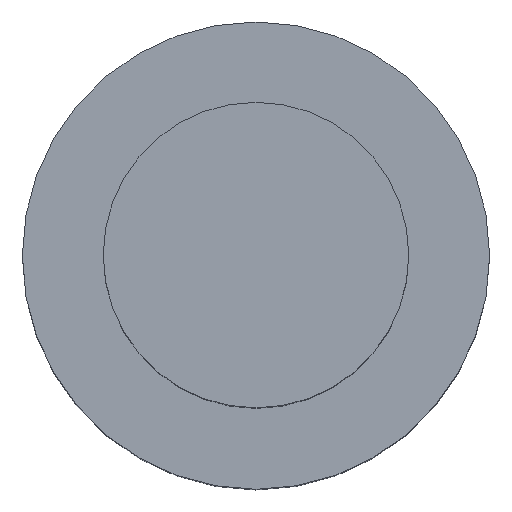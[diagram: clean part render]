
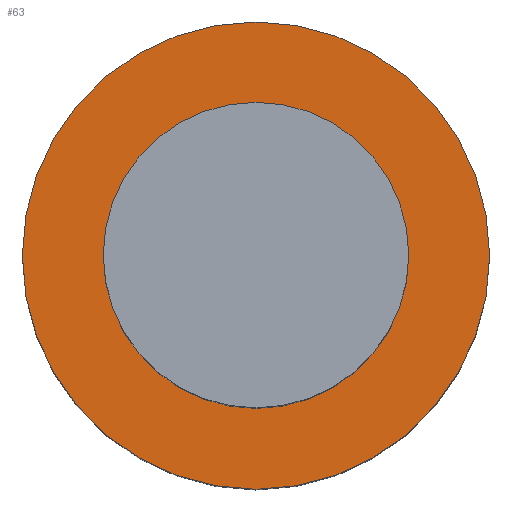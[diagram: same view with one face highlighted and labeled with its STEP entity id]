
A CAD part, top view. The second image highlights one B-rep face of the part: STEP entity #63.
In plain terms, the highlighted planar face has unit normal (0, 0, 1).
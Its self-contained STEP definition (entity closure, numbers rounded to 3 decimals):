
#15=FACE_BOUND('',#26,.T.);
#16=PLANE('',#84);
#20=FACE_OUTER_BOUND('',#25,.T.);
#25=EDGE_LOOP('',(#52));
#26=EDGE_LOOP('',(#53));
#34=CIRCLE('',#82,2.6);
#36=CIRCLE('',#85,1.7);
#38=VERTEX_POINT('',#114);
#40=VERTEX_POINT('',#120);
#42=EDGE_CURVE('',#38,#38,#34,.T.);
#45=EDGE_CURVE('',#40,#40,#36,.T.);
#52=ORIENTED_EDGE('',*,*,#42,.T.);
#53=ORIENTED_EDGE('',*,*,#45,.F.);
#63=ADVANCED_FACE('',(#20,#15),#16,.T.);
#82=AXIS2_PLACEMENT_3D('',#115,#94,#95);
#84=AXIS2_PLACEMENT_3D('',#119,#99,#100);
#85=AXIS2_PLACEMENT_3D('',#121,#101,#102);
#94=DIRECTION('center_axis',(0.,0.,1.));
#95=DIRECTION('ref_axis',(1.,0.,0.));
#99=DIRECTION('center_axis',(0.,0.,1.));
#100=DIRECTION('ref_axis',(1.,0.,0.));
#101=DIRECTION('center_axis',(0.,0.,1.));
#102=DIRECTION('ref_axis',(1.,0.,0.));
#114=CARTESIAN_POINT('',(-2.6,0.,4.4));
#115=CARTESIAN_POINT('Origin',(0.,0.,4.4));
#119=CARTESIAN_POINT('Origin',(0.,0.,4.4));
#120=CARTESIAN_POINT('',(-1.7,0.,4.4));
#121=CARTESIAN_POINT('Origin',(0.,0.,4.4));
